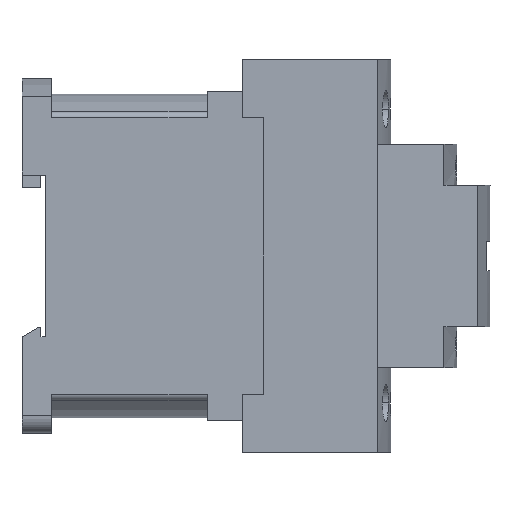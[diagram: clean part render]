
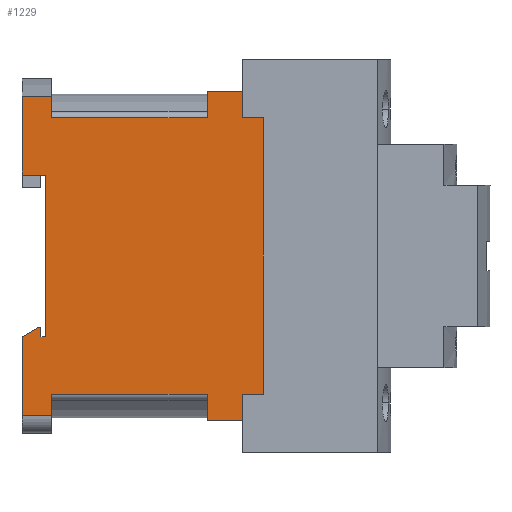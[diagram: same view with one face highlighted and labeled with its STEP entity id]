
A CAD part, left-side view. The second image highlights one B-rep face of the part: STEP entity #1229.
In plain terms, the highlighted planar face has unit normal (-1, 0, 0).
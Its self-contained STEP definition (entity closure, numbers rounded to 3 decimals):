
#336=CARTESIAN_POINT('POINT93377',(-22.352,0.,34.544));
#337=VERTEX_POINT('VERTEX93377',#336);
#345=CARTESIAN_POINT('POINT93378',(-22.352,-6.35,34.544))
   ;
#346=VERTEX_POINT('VERTEX93378',#345);
#347=CARTESIAN_POINT('POS167878',(-22.352,-3.175,34.544))
   ;
#348=DIRECTION('DIR231786',(0.,-1.,0.));
#349=VECTOR('VEC103970',#348,25.4);
#350=LINE('STRAIGHT103970',#347,#349);
#351=EDGE_CURVE('EDGE139879',#337,#346,#350,.T.);
#368=CARTESIAN_POINT('POINT93379',(-22.352,-40.005,
   29.845));
#369=VERTEX_POINT('VERTEX93379',#368);
#378=CARTESIAN_POINT('POINT93380',(-22.352,-6.35,
   29.845));
#379=VERTEX_POINT('VERTEX93380',#378);
#387=CARTESIAN_POINT('POS167883',(-22.352,-6.35,
   29.845));
#388=DIRECTION('DIR231795',(0.,-1.,0.));
#389=VECTOR('VEC103971',#388,25.4);
#390=LINE('STRAIGHT103971',#387,#389);
#391=EDGE_CURVE('EDGE139883',#379,#369,#390,.T.);
#443=CARTESIAN_POINT('POINT93386',(-22.352,-40.005,
   -29.845));
#444=VERTEX_POINT('VERTEX93386',#443);
#452=CARTESIAN_POINT('POINT93387',(-22.352,-6.35,-29.845)
   );
#453=VERTEX_POINT('VERTEX93387',#452);
#454=CARTESIAN_POINT('POS167891',(-22.352,-6.35,-29.845))
   ;
#455=DIRECTION('DIR231806',(0.,-1.,0.));
#456=VECTOR('VEC103976',#455,25.4);
#457=LINE('STRAIGHT103976',#454,#456);
#458=EDGE_CURVE('EDGE139889',#453,#444,#457,.T.);
#588=CARTESIAN_POINT('POINT93396',(-22.352,-40.005,-35.56
   ));
#589=VERTEX_POINT('VERTEX93396',#588);
#596=CARTESIAN_POINT('POS167906',(-22.352,-40.005,0.));
#597=DIRECTION('DIR231829',(0.,0.,-1.));
#598=VECTOR('VEC103983',#597,25.4);
#599=LINE('STRAIGHT103983',#596,#598);
#600=EDGE_CURVE('EDGE139905',#444,#589,#599,.T.);
#620=CARTESIAN_POINT('POINT93398',(-22.352,-47.625,-35.56
   ));
#621=VERTEX_POINT('VERTEX93398',#620);
#628=CARTESIAN_POINT('POS167910',(-22.352,-43.815,-35.56)
   );
#629=DIRECTION('DIR231834',(0.,1.,0.));
#630=VECTOR('VEC103986',#629,25.4);
#631=LINE('STRAIGHT103986',#628,#630);
#632=EDGE_CURVE('EDGE139908',#621,#589,#631,.T.);
#645=CARTESIAN_POINT('POINT93400',(-22.352,-47.625,
   -29.845));
#646=VERTEX_POINT('VERTEX93400',#645);
#653=CARTESIAN_POINT('POS167913',(-22.352,-47.625,0.));
#654=DIRECTION('DIR231838',(0.,0.,-1.));
#655=VECTOR('VEC103988',#654,25.4);
#656=LINE('STRAIGHT103988',#653,#655);
#657=EDGE_CURVE('EDGE139910',#646,#621,#656,.T.);
#682=CARTESIAN_POINT('POINT93402',(-22.352,-52.07,-29.845
   ));
#683=VERTEX_POINT('VERTEX93402',#682);
#690=CARTESIAN_POINT('POS167918',(-22.352,-49.848,
   -29.845));
#691=DIRECTION('DIR231844',(0.,1.,0.));
#692=VECTOR('VEC103992',#691,25.4);
#693=LINE('STRAIGHT103992',#690,#692);
#694=EDGE_CURVE('EDGE139914',#683,#646,#693,.T.);
#705=CARTESIAN_POINT('POINT93403',(-22.352,-52.07,29.845)
   );
#706=VERTEX_POINT('VERTEX93403',#705);
#707=CARTESIAN_POINT('POS167920',(-22.352,-52.07,0.));
#708=DIRECTION('DIR231847',(0.,0.,-1.));
#709=VECTOR('VEC103993',#708,25.4);
#710=LINE('STRAIGHT103993',#707,#709);
#711=EDGE_CURVE('EDGE139915',#706,#683,#710,.T.);
#744=CARTESIAN_POINT('POINT93406',(-22.352,-47.625,29.845
   ));
#745=VERTEX_POINT('VERTEX93406',#744);
#752=CARTESIAN_POINT('POS167926',(-22.352,-49.848,29.845
   ));
#753=DIRECTION('DIR231854',(0.,-1.,0.));
#754=VECTOR('VEC103998',#753,25.4);
#755=LINE('STRAIGHT103998',#752,#754);
#756=EDGE_CURVE('EDGE139920',#745,#706,#755,.T.);
#772=CARTESIAN_POINT('POINT93408',(-22.352,-47.625,35.56)
   );
#773=VERTEX_POINT('VERTEX93408',#772);
#780=EDGE_CURVE('EDGE139923',#773,#745,#656,.T.);
#793=CARTESIAN_POINT('POINT93410',(-22.352,-40.005,35.56)
   );
#794=VERTEX_POINT('VERTEX93410',#793);
#801=CARTESIAN_POINT('POS167931',(-22.352,-43.815,35.56))
   ;
#802=DIRECTION('DIR231860',(0.,-1.,0.));
#803=VECTOR('VEC104002',#802,25.4);
#804=LINE('STRAIGHT104002',#801,#803);
#805=EDGE_CURVE('EDGE139926',#794,#773,#804,.T.);
#819=EDGE_CURVE('EDGE139927',#794,#369,#599,.T.);
#883=CARTESIAN_POINT('POS167939',(-22.352,-6.35,0.));
#884=DIRECTION('DIR231873',(0.,0.,-1.));
#885=VECTOR('VEC104005',#884,25.4);
#886=LINE('STRAIGHT104005',#883,#885);
#887=EDGE_CURVE('EDGE139934',#346,#379,#886,.T.);
#943=CARTESIAN_POINT('POINT93416',(-22.352,0.,17.488));
#944=VERTEX_POINT('VERTEX93416',#943);
#947=CARTESIAN_POINT('POS167945',(-22.352,0.,0.));
#948=DIRECTION('DIR231882',(0.,0.,-1.));
#949=VECTOR('VEC104008',#948,25.4);
#950=LINE('STRAIGHT104008',#947,#949);
#951=EDGE_CURVE('EDGE139939',#337,#944,#950,.T.);
#981=CARTESIAN_POINT('POINT93418',(-22.352,-5.08,17.488)
   );
#982=VERTEX_POINT('VERTEX93418',#981);
#989=CARTESIAN_POINT('POS167950',(-22.352,-3.88,
   17.488));
#990=DIRECTION('DIR231888',(0.,-1.,0.));
#991=VECTOR('VEC104012',#990,25.4);
#992=LINE('STRAIGHT104012',#989,#991);
#993=EDGE_CURVE('EDGE139943',#944,#982,#992,.T.);
#1014=CARTESIAN_POINT('POINT93420',(-22.352,-5.08,
   -17.488));
#1015=VERTEX_POINT('VERTEX93420',#1014);
#1022=CARTESIAN_POINT('POS167954',(-22.352,-5.08,0.));
#1023=DIRECTION('DIR231893',(0.,0.,-1.));
#1024=VECTOR('VEC104015',#1023,25.4);
#1025=LINE('STRAIGHT104015',#1022,#1024);
#1026=EDGE_CURVE('EDGE139946',#982,#1015,#1025,.T.);
#1045=CARTESIAN_POINT('POINT93422',(-22.352,-4.089,
   -17.488));
#1046=VERTEX_POINT('VERTEX93422',#1045);
#1053=CARTESIAN_POINT('POS167958',(-22.352,-3.88,
   -17.488));
#1054=DIRECTION('DIR231898',(0.,1.,0.));
#1055=VECTOR('VEC104018',#1054,25.4);
#1056=LINE('STRAIGHT104018',#1053,#1055);
#1057=EDGE_CURVE('EDGE139949',#1015,#1046,#1056,.T.);
#1070=CARTESIAN_POINT('POINT93424',(-22.352,-4.089,
   -15.389));
#1071=VERTEX_POINT('VERTEX93424',#1070);
#1078=CARTESIAN_POINT('POS167961',(-22.352,-4.089,0.));
#1079=DIRECTION('DIR231902',(0.,0.,1.));
#1080=VECTOR('VEC104020',#1079,25.4);
#1081=LINE('STRAIGHT104020',#1078,#1080);
#1082=EDGE_CURVE('EDGE139951',#1046,#1071,#1081,.T.);
#1101=CARTESIAN_POINT('POINT93426',(-22.352,-3.594,
   -15.389));
#1102=VERTEX_POINT('VERTEX93426',#1101);
#1109=CARTESIAN_POINT('POS167965',(-22.352,-2.858,
   -15.389));
#1110=DIRECTION('DIR231907',(0.,1.,0.));
#1111=VECTOR('VEC104023',#1110,25.4);
#1112=LINE('STRAIGHT104023',#1109,#1111);
#1113=EDGE_CURVE('EDGE139954',#1071,#1102,#1112,.T.);
#1181=ORIENTED_EDGE('COEDGE279874',*,*,#1113,.T.);
#1182=CARTESIAN_POINT('POINT93431',(-22.352,0.,
   -17.464));
#1183=VERTEX_POINT('VERTEX93431',#1182);
#1184=CARTESIAN_POINT('POS167973',(-22.352,2.91,
   -19.144));
#1185=DIRECTION('DIR231919',(0.,0.866,-0.5));
#1186=VECTOR('VEC104027',#1185,25.4);
#1187=LINE('STRAIGHT104027',#1184,#1186);
#1188=EDGE_CURVE('EDGE139962',#1102,#1183,#1187,.T.);
#1189=ORIENTED_EDGE('COEDGE279875',*,*,#1188,.T.);
#1190=CARTESIAN_POINT('POINT93432',(-22.352,0.,
   -34.544));
#1191=VERTEX_POINT('VERTEX93432',#1190);
#1192=EDGE_CURVE('EDGE139963',#1183,#1191,#950,.T.);
#1193=ORIENTED_EDGE('COEDGE279876',*,*,#1192,.T.);
#1194=CARTESIAN_POINT('POINT93433',(-22.352,-6.35,-34.544
   ));
#1195=VERTEX_POINT('VERTEX93433',#1194);
#1196=CARTESIAN_POINT('POS167974',(-22.352,0.,
   -34.544));
#1197=DIRECTION('DIR231920',(0.,1.,0.));
#1198=VECTOR('VEC104028',#1197,25.4);
#1199=LINE('STRAIGHT104028',#1196,#1198);
#1200=EDGE_CURVE('EDGE139964',#1195,#1191,#1199,.T.);
#1201=ORIENTED_EDGE('COEDGE279877',*,*,#1200,.F.);
#1202=EDGE_CURVE('EDGE139965',#453,#1195,#886,.T.);
#1203=ORIENTED_EDGE('COEDGE279878',*,*,#1202,.F.);
#1204=ORIENTED_EDGE('COEDGE279879',*,*,#458,.T.);
#1205=ORIENTED_EDGE('COEDGE279880',*,*,#600,.T.);
#1206=ORIENTED_EDGE('COEDGE279881',*,*,#632,.F.);
#1207=ORIENTED_EDGE('COEDGE279882',*,*,#657,.F.);
#1208=ORIENTED_EDGE('COEDGE279883',*,*,#694,.F.);
#1209=ORIENTED_EDGE('COEDGE279884',*,*,#711,.F.);
#1210=ORIENTED_EDGE('COEDGE279885',*,*,#756,.F.);
#1211=ORIENTED_EDGE('COEDGE279886',*,*,#780,.F.);
#1212=ORIENTED_EDGE('COEDGE279887',*,*,#805,.F.);
#1213=ORIENTED_EDGE('COEDGE279888',*,*,#819,.T.);
#1214=ORIENTED_EDGE('COEDGE279889',*,*,#391,.F.);
#1215=ORIENTED_EDGE('COEDGE279890',*,*,#887,.F.);
#1216=ORIENTED_EDGE('COEDGE279891',*,*,#351,.F.);
#1217=ORIENTED_EDGE('COEDGE279892',*,*,#951,.T.);
#1218=ORIENTED_EDGE('COEDGE279893',*,*,#993,.T.);
#1219=ORIENTED_EDGE('COEDGE279894',*,*,#1026,.T.);
#1220=ORIENTED_EDGE('COEDGE279895',*,*,#1057,.T.);
#1221=ORIENTED_EDGE('COEDGE279896',*,*,#1082,.T.);
#1222=EDGE_LOOP('NONE',(#1181,#1189,#1193,#1201,#1203,#1204,#1205,#1206,
   #1207,#1208,#1209,#1210,#1211,#1212,#1213,#1214,#1215,#1216,#1217,
   #1218,#1219,#1220,#1221));
#1223=FACE_BOUND('LOOP1',#1222,.T.);
#1224=CARTESIAN_POINT('POS167975',(-22.352,-3.175,0.));
#1225=DIRECTION('DIR231921',(1.,0.,0.));
#1226=DIRECTION('DIR231922',(0.,1.,0.));
#1227=AXIS2_PLACEMENT_3D('AXIS63947',#1224,#1225,#1226);
#1228=PLANE('PLANE37462',#1227);
#1229=ADVANCED_FACE('FACE54307',(#1223),#1228,.F.);
